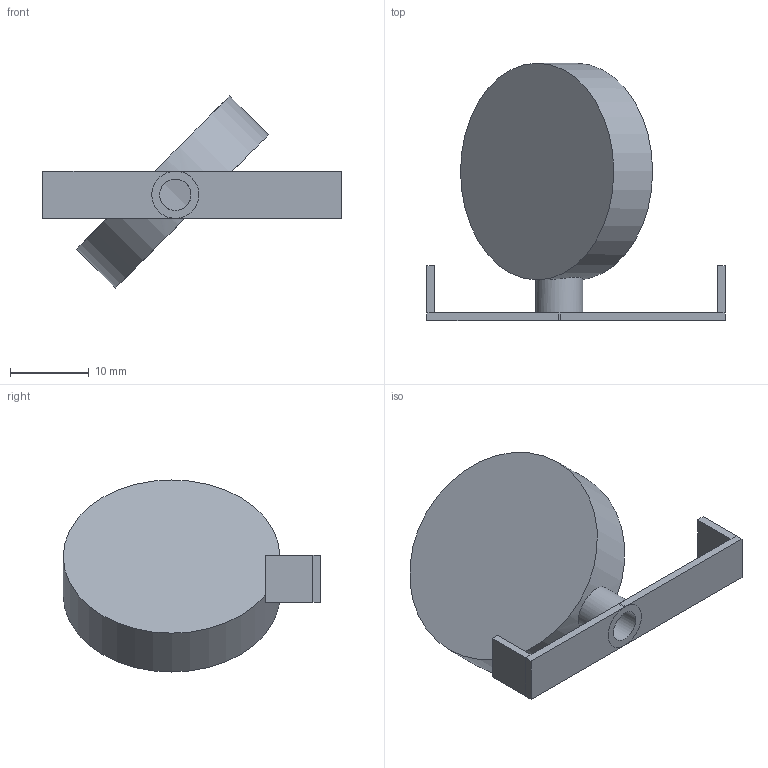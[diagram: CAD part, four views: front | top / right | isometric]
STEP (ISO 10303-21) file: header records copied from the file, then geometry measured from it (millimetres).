
FILE_DESCRIPTION(('FreeCAD Model'),'2;1');
FILE_NAME('Open CASCADE Shape Model','2025-01-17T22:14:05',(''),(''), 'Open CASCADE STEP processor 7.8','FreeCAD','Unknown');
FILE_SCHEMA(('AUTOMOTIVE_DESIGN { 1 0 10303 214 1 1 1 1 }'));
Length unit declared in the file: millimetre
Products named in the file (1): finished mount
Bounding box: 38 x 32.8 x 24.47 mm (x, y, z)
Volume: 1442.4 mm3; surface area: 3077.3 mm2
Topology: 1 solids, 1 shells, 26 faces, 58 edges, 35 vertices
Faces by surface type: plane 22, cylinder 4
Full cylindrical faces by diameter (mm): 4 x1, 6 x1, 25.6 x1, 27.6 x1
Entity records: 1964 total; most frequent: CARTESIAN_POINT 744, DIRECTION 225, LINE 135, VECTOR 135, ORIENTED_EDGE 116, PCURVE 116, DEFINITIONAL_REPRESENTATION 116, EDGE_CURVE 58
